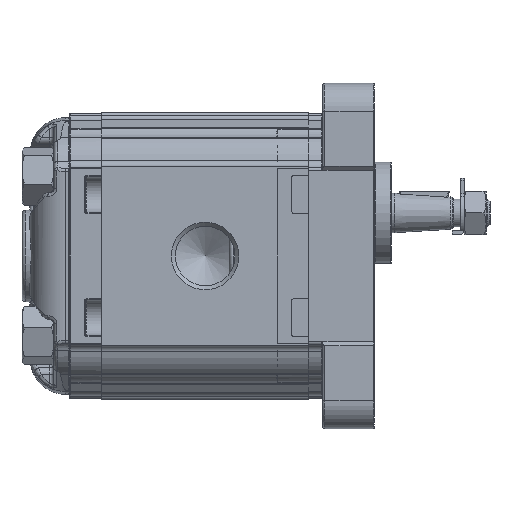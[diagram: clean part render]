
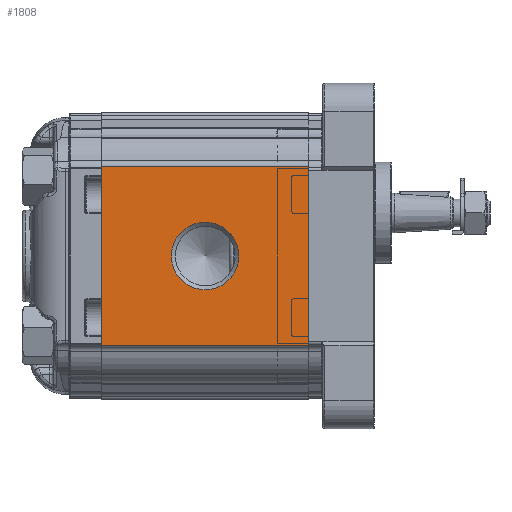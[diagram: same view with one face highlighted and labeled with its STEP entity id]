
A CAD part, left-side view. The second image highlights one B-rep face of the part: STEP entity #1808.
In plain terms, the highlighted planar face has unit normal (-1, 0, 0).
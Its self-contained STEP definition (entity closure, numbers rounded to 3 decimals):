
#1808 = ADVANCED_FACE( '', ( #4962, #4963 ), #4964, .T. );
#4962 = FACE_BOUND( '', #9828, .T. );
#4963 = FACE_OUTER_BOUND( '', #9829, .T. );
#4964 = PLANE( '', #9830 );
#9828 = EDGE_LOOP( '', ( #18264 ) );
#9829 = EDGE_LOOP( '', ( #18265, #18266, #18267, #18268 ) );
#9830 = AXIS2_PLACEMENT_3D( '', #18269, #18270, #18271 );
#18264 = ORIENTED_EDGE( '', *, *, #30430, .F. );
#18265 = ORIENTED_EDGE( '', *, *, #29941, .T. );
#18266 = ORIENTED_EDGE( '', *, *, #30431, .T. );
#18267 = ORIENTED_EDGE( '', *, *, #30432, .T. );
#18268 = ORIENTED_EDGE( '', *, *, #30433, .F. );
#18269 = CARTESIAN_POINT( '', ( -33., 128.714, 48.138 ) );
#18270 = DIRECTION( '', ( -1., 0., 0. ) );
#18271 = DIRECTION( '', ( 0., 0., 1. ) );
#29941 = EDGE_CURVE( '', #35232, #35233, #35234, .T. );
#30430 = EDGE_CURVE( '', #36086, #36086, #36087, .F. );
#30431 = EDGE_CURVE( '', #35233, #36088, #36089, .T. );
#30432 = EDGE_CURVE( '', #36088, #36090, #36091, .F. );
#30433 = EDGE_CURVE( '', #35232, #36090, #36092, .T. );
#35232 = VERTEX_POINT( '', #43017 );
#35233 = VERTEX_POINT( '', #43018 );
#35234 = LINE( '', #43019, #43020 );
#36086 = VERTEX_POINT( '', #44539 );
#36087 = CIRCLE( '', #44540, 8.475 );
#36088 = VERTEX_POINT( '', #44541 );
#36089 = LINE( '', #44542, #44543 );
#36090 = VERTEX_POINT( '', #44544 );
#36091 = LINE( '', #44545, #44546 );
#36092 = LINE( '', #44547, #44548 );
#43017 = CARTESIAN_POINT( '', ( -33., 52., -22.5 ) );
#43018 = CARTESIAN_POINT( '', ( -33., 0., -22.5 ) );
#43019 = CARTESIAN_POINT( '', ( -33., 52., -22.5 ) );
#43020 = VECTOR( '', #57111, 1000. );
#44539 = CARTESIAN_POINT( '', ( -33., 26., -8.475 ) );
#44540 = AXIS2_PLACEMENT_3D( '', #57867, #57868, #57869 );
#44541 = CARTESIAN_POINT( '', ( -33., 0., 22.5 ) );
#44542 = CARTESIAN_POINT( '', ( -33., 0., -21.711 ) );
#44543 = VECTOR( '', #57870, 1000. );
#44544 = CARTESIAN_POINT( '', ( -33., 52., 22.5 ) );
#44545 = CARTESIAN_POINT( '', ( -33., 52., 22.5 ) );
#44546 = VECTOR( '', #57871, 1000. );
#44547 = CARTESIAN_POINT( '', ( -33., 52., -21.711 ) );
#44548 = VECTOR( '', #57872, 1000. );
#57111 = DIRECTION( '', ( 0., -1., 0. ) );
#57867 = CARTESIAN_POINT( '', ( -33., 26., 0. ) );
#57868 = DIRECTION( '', ( 1., 0., 0. ) );
#57869 = DIRECTION( '', ( 0., 0., -1. ) );
#57870 = DIRECTION( '', ( 0., 0., 1. ) );
#57871 = DIRECTION( '', ( 0., -1., 0. ) );
#57872 = DIRECTION( '', ( 0., 0., 1. ) );
